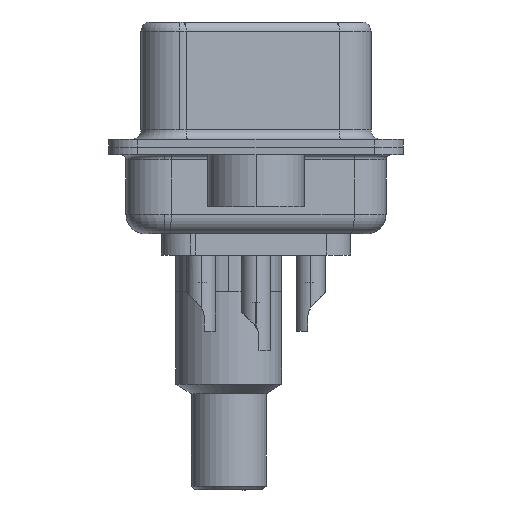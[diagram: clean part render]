
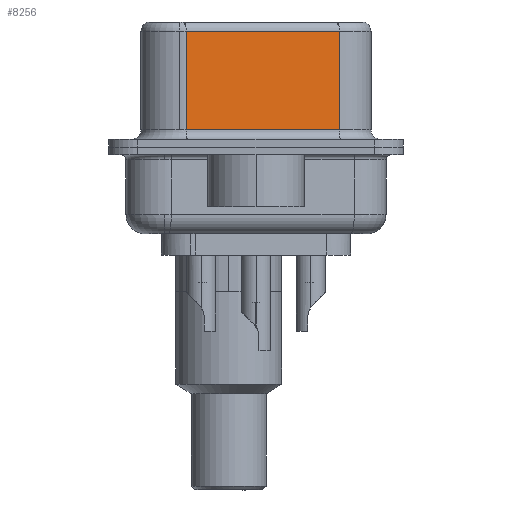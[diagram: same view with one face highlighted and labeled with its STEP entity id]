
A CAD part, left-side view. The second image highlights one B-rep face of the part: STEP entity #8256.
In plain terms, the highlighted planar face has unit normal (-0.985, -0.174, 0).
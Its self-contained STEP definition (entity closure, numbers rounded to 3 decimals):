
#363 = EDGE_LOOP ( 'NONE', ( #12257, #8912, #7558, #23069 ) ) ;
#451 = CARTESIAN_POINT ( 'NONE',  ( 5.132, -4.322, 6.52 ) ) ;
#1249 = VECTOR ( 'NONE', #11875, 1000. ) ;
#1284 = LINE ( 'NONE', #5845, #29520 ) ;
#2422 = DIRECTION ( 'NONE',  ( 0.985, 0.174, 0. ) ) ;
#2660 = DIRECTION ( 'NONE',  ( -0.174, 0.985, 0. ) ) ;
#2900 = EDGE_CURVE ( 'NONE', #28850, #17895, #7596, .T. ) ;
#3784 = LINE ( 'NONE', #12996, #4572 ) ;
#4572 = VECTOR ( 'NONE', #22877, 1000. ) ;
#5845 = CARTESIAN_POINT ( 'NONE',  ( 5.132, -4.322, 0.9 ) ) ;
#6426 = DIRECTION ( 'NONE',  ( 0., 0., -1. ) ) ;
#7558 = ORIENTED_EDGE ( 'NONE', *, *, #18999, .T. ) ;
#7596 = LINE ( 'NONE', #22018, #1249 ) ;
#8021 = EDGE_CURVE ( 'NONE', #31385, #12185, #1284, .T. ) ;
#8256 = ADVANCED_FACE ( 'NONE', ( #8800 ), #25433, .F. ) ;
#8800 = FACE_OUTER_BOUND ( 'NONE', #363, .T. ) ;
#8912 = ORIENTED_EDGE ( 'NONE', *, *, #2900, .T. ) ;
#10824 = DIRECTION ( 'NONE',  ( 0.174, -0.985, 0. ) ) ;
#11427 = CARTESIAN_POINT ( 'NONE',  ( 3.73, 3.628, 6.02 ) ) ;
#11864 = CARTESIAN_POINT ( 'NONE',  ( 3.73, 3.628, 0.9 ) ) ;
#11875 = DIRECTION ( 'NONE',  ( -0.174, 0.985, 0. ) ) ;
#12185 = VERTEX_POINT ( 'NONE', #31591 ) ;
#12257 = ORIENTED_EDGE ( 'NONE', *, *, #31623, .F. ) ;
#12996 = CARTESIAN_POINT ( 'NONE',  ( 5.132, -4.322, 6.52 ) ) ;
#13106 = AXIS2_PLACEMENT_3D ( 'NONE', #451, #2422, #2660 ) ;
#13554 = CARTESIAN_POINT ( 'NONE',  ( 3.73, 3.628, 6.52 ) ) ;
#15044 = LINE ( 'NONE', #13554, #17816 ) ;
#17816 = VECTOR ( 'NONE', #6426, 1000. ) ;
#17895 = VERTEX_POINT ( 'NONE', #11427 ) ;
#18999 = EDGE_CURVE ( 'NONE', #17895, #31385, #15044, .T. ) ;
#22018 = CARTESIAN_POINT ( 'NONE',  ( 5.132, -4.322, 6.02 ) ) ;
#22877 = DIRECTION ( 'NONE',  ( 0., 0., -1. ) ) ;
#23069 = ORIENTED_EDGE ( 'NONE', *, *, #8021, .T. ) ;
#24735 = CARTESIAN_POINT ( 'NONE',  ( 5.132, -4.322, 6.02 ) ) ;
#25433 = PLANE ( 'NONE',  #13106 ) ;
#28850 = VERTEX_POINT ( 'NONE', #24735 ) ;
#29520 = VECTOR ( 'NONE', #10824, 1000. ) ;
#31385 = VERTEX_POINT ( 'NONE', #11864 ) ;
#31591 = CARTESIAN_POINT ( 'NONE',  ( 5.132, -4.322, 0.9 ) ) ;
#31623 = EDGE_CURVE ( 'NONE', #28850, #12185, #3784, .T. ) ;
